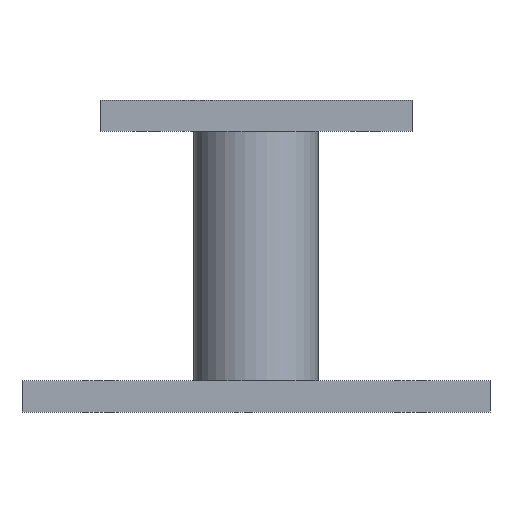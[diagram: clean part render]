
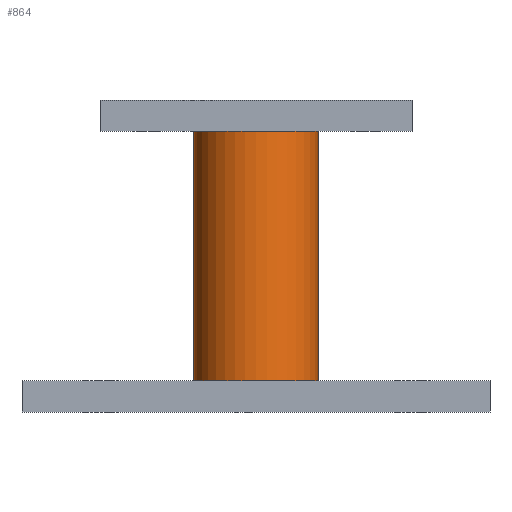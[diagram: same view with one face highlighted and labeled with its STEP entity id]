
A CAD part, front view. The second image highlights one B-rep face of the part: STEP entity #864.
In plain terms, the highlighted cylindrical face has radius 20 mm (diameter 40 mm), a full revolution.
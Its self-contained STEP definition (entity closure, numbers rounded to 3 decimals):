
#72 = PLANE('',#73);
#73 = AXIS2_PLACEMENT_3D('',#74,#75,#76);
#74 = CARTESIAN_POINT('',(-75.,-75.,10.));
#75 = DIRECTION('',(0.,0.,-1.));
#76 = DIRECTION('',(-1.,0.,0.));
#713 = EDGE_CURVE('',#714,#714,#716,.T.);
#714 = VERTEX_POINT('',#715);
#715 = CARTESIAN_POINT('',(20.,0.,10.));
#716 = SURFACE_CURVE('',#717,(#722,#733),.PCURVE_S1.);
#717 = CIRCLE('',#718,20.);
#718 = AXIS2_PLACEMENT_3D('',#719,#720,#721);
#719 = CARTESIAN_POINT('',(0.,0.,10.));
#720 = DIRECTION('',(0.,0.,1.));
#721 = DIRECTION('',(1.,0.,0.));
#722 = PCURVE('',#72,#723);
#723 = DEFINITIONAL_REPRESENTATION('',(#724),#732);
#724 = ( BOUNDED_CURVE() B_SPLINE_CURVE(2,(#725,#726,#727,#728,#729,#730
,#731),.UNSPECIFIED.,.T.,.F.) B_SPLINE_CURVE_WITH_KNOTS((1,2,2,2,2,1),(
    -2.094,0.,2.094,4.189,6.283,
8.378),.UNSPECIFIED.) CURVE() GEOMETRIC_REPRESENTATION_ITEM() 
RATIONAL_B_SPLINE_CURVE((1.,0.5,1.,0.5,1.,0.5,1.)) REPRESENTATION_ITEM(
  '') );
#725 = CARTESIAN_POINT('',(-95.,75.));
#726 = CARTESIAN_POINT('',(-95.,109.641));
#727 = CARTESIAN_POINT('',(-65.,92.321));
#728 = CARTESIAN_POINT('',(-35.,75.));
#729 = CARTESIAN_POINT('',(-65.,57.679));
#730 = CARTESIAN_POINT('',(-95.,40.359));
#731 = CARTESIAN_POINT('',(-95.,75.));
#732 = ( GEOMETRIC_REPRESENTATION_CONTEXT(2) 
PARAMETRIC_REPRESENTATION_CONTEXT() REPRESENTATION_CONTEXT('2D SPACE',''
  ) );
#733 = PCURVE('',#734,#739);
#734 = CYLINDRICAL_SURFACE('',#735,20.);
#735 = AXIS2_PLACEMENT_3D('',#736,#737,#738);
#736 = CARTESIAN_POINT('',(0.,0.,10.));
#737 = DIRECTION('',(-0.,-0.,-1.));
#738 = DIRECTION('',(1.,0.,0.));
#739 = DEFINITIONAL_REPRESENTATION('',(#740),#744);
#740 = LINE('',#741,#742);
#741 = CARTESIAN_POINT('',(-0.,0.));
#742 = VECTOR('',#743,1.);
#743 = DIRECTION('',(-1.,0.));
#744 = ( GEOMETRIC_REPRESENTATION_CONTEXT(2) 
PARAMETRIC_REPRESENTATION_CONTEXT() REPRESENTATION_CONTEXT('2D SPACE',''
  ) );
#864 = ADVANCED_FACE('',(#865),#734,.T.);
#865 = FACE_BOUND('',#866,.F.);
#866 = EDGE_LOOP('',(#867,#890,#891,#892));
#867 = ORIENTED_EDGE('',*,*,#868,.F.);
#868 = EDGE_CURVE('',#714,#869,#871,.T.);
#869 = VERTEX_POINT('',#870);
#870 = CARTESIAN_POINT('',(20.,0.,90.));
#871 = SEAM_CURVE('',#872,(#876,#883),.PCURVE_S1.);
#872 = LINE('',#873,#874);
#873 = CARTESIAN_POINT('',(20.,0.,10.));
#874 = VECTOR('',#875,1.);
#875 = DIRECTION('',(0.,0.,1.));
#876 = PCURVE('',#734,#877);
#877 = DEFINITIONAL_REPRESENTATION('',(#878),#882);
#878 = LINE('',#879,#880);
#879 = CARTESIAN_POINT('',(-6.283,0.));
#880 = VECTOR('',#881,1.);
#881 = DIRECTION('',(-0.,-1.));
#882 = ( GEOMETRIC_REPRESENTATION_CONTEXT(2) 
PARAMETRIC_REPRESENTATION_CONTEXT() REPRESENTATION_CONTEXT('2D SPACE',''
  ) );
#883 = PCURVE('',#734,#884);
#884 = DEFINITIONAL_REPRESENTATION('',(#885),#889);
#885 = LINE('',#886,#887);
#886 = CARTESIAN_POINT('',(-0.,0.));
#887 = VECTOR('',#888,1.);
#888 = DIRECTION('',(-0.,-1.));
#889 = ( GEOMETRIC_REPRESENTATION_CONTEXT(2) 
PARAMETRIC_REPRESENTATION_CONTEXT() REPRESENTATION_CONTEXT('2D SPACE',''
  ) );
#890 = ORIENTED_EDGE('',*,*,#713,.F.);
#891 = ORIENTED_EDGE('',*,*,#868,.T.);
#892 = ORIENTED_EDGE('',*,*,#893,.T.);
#893 = EDGE_CURVE('',#869,#869,#894,.T.);
#894 = SURFACE_CURVE('',#895,(#900,#907),.PCURVE_S1.);
#895 = CIRCLE('',#896,20.);
#896 = AXIS2_PLACEMENT_3D('',#897,#898,#899);
#897 = CARTESIAN_POINT('',(0.,0.,90.));
#898 = DIRECTION('',(0.,0.,1.));
#899 = DIRECTION('',(1.,0.,0.));
#900 = PCURVE('',#734,#901);
#901 = DEFINITIONAL_REPRESENTATION('',(#902),#906);
#902 = LINE('',#903,#904);
#903 = CARTESIAN_POINT('',(-0.,-80.));
#904 = VECTOR('',#905,1.);
#905 = DIRECTION('',(-1.,0.));
#906 = ( GEOMETRIC_REPRESENTATION_CONTEXT(2) 
PARAMETRIC_REPRESENTATION_CONTEXT() REPRESENTATION_CONTEXT('2D SPACE',''
  ) );
#907 = PCURVE('',#908,#913);
#908 = PLANE('',#909);
#909 = AXIS2_PLACEMENT_3D('',#910,#911,#912);
#910 = CARTESIAN_POINT('',(-50.,-50.,90.));
#911 = DIRECTION('',(0.,0.,-1.));
#912 = DIRECTION('',(-1.,0.,0.));
#913 = DEFINITIONAL_REPRESENTATION('',(#914),#922);
#914 = ( BOUNDED_CURVE() B_SPLINE_CURVE(2,(#915,#916,#917,#918,#919,#920
,#921),.UNSPECIFIED.,.T.,.F.) B_SPLINE_CURVE_WITH_KNOTS((1,2,2,2,2,1),(
    -2.094,0.,2.094,4.189,6.283,
8.378),.UNSPECIFIED.) CURVE() GEOMETRIC_REPRESENTATION_ITEM() 
RATIONAL_B_SPLINE_CURVE((1.,0.5,1.,0.5,1.,0.5,1.)) REPRESENTATION_ITEM(
  '') );
#915 = CARTESIAN_POINT('',(-70.,50.));
#916 = CARTESIAN_POINT('',(-70.,84.641));
#917 = CARTESIAN_POINT('',(-40.,67.321));
#918 = CARTESIAN_POINT('',(-10.,50.));
#919 = CARTESIAN_POINT('',(-40.,32.679));
#920 = CARTESIAN_POINT('',(-70.,15.359));
#921 = CARTESIAN_POINT('',(-70.,50.));
#922 = ( GEOMETRIC_REPRESENTATION_CONTEXT(2) 
PARAMETRIC_REPRESENTATION_CONTEXT() REPRESENTATION_CONTEXT('2D SPACE',''
  ) );
